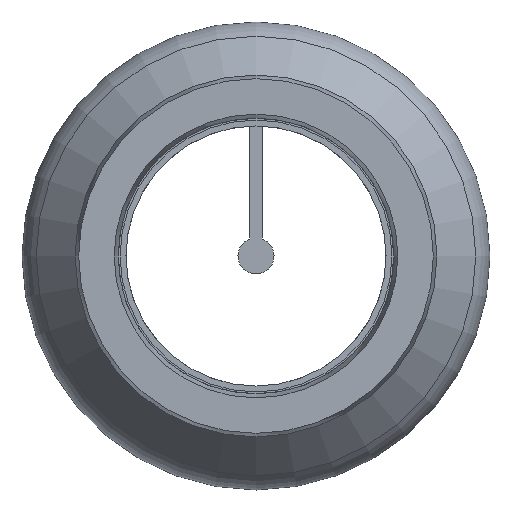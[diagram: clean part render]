
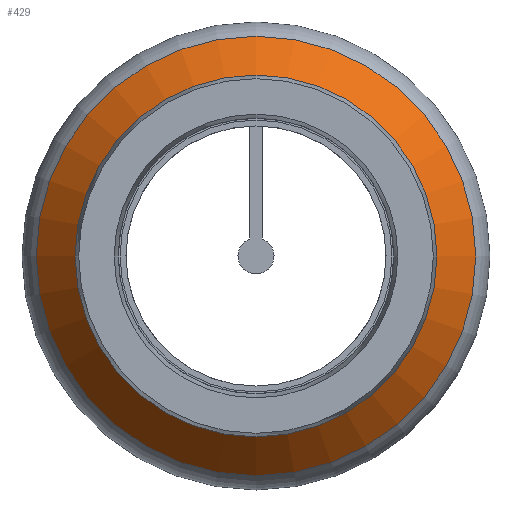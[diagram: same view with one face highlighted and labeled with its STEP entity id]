
A CAD part, left-side view. The second image highlights one B-rep face of the part: STEP entity #429.
In plain terms, the highlighted conical face has half-angle 40 degrees and reference radius 8.471 mm.
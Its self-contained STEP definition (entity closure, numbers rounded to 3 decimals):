
#58=CONICAL_SURFACE($,#496,8.471,40.);
#82=FACE_BOUND($,#172,.T.);
#121=FACE_OUTER_BOUND($,#171,.T.);
#171=EDGE_LOOP($,(#391));
#172=EDGE_LOOP($,(#392));
#214=CIRCLE($,#495,7.65);
#215=CIRCLE($,#497,9.292);
#254=VERTEX_POINT($,#844);
#255=VERTEX_POINT($,#847);
#301=EDGE_CURVE($,#254,#254,#214,.T.);
#302=EDGE_CURVE($,#255,#255,#215,.T.);
#391=ORIENTED_EDGE($,*,*,#302,.F.);
#392=ORIENTED_EDGE($,*,*,#301,.T.);
#429=ADVANCED_FACE($,(#121,#82),#58,.T.);
#495=AXIS2_PLACEMENT_3D($,#845,#630,#631);
#496=AXIS2_PLACEMENT_3D($,#846,#632,#633);
#497=AXIS2_PLACEMENT_3D($,#848,#634,#635);
#630=DIRECTION('center_axis',(-1.,0.,0.));
#631=DIRECTION('ref_axis',(0.,0.,1.));
#632=DIRECTION('center_axis',(-1.,0.,0.));
#633=DIRECTION('ref_axis',(0.,0.,1.));
#634=DIRECTION('center_axis',(-1.,0.,0.));
#635=DIRECTION('ref_axis',(0.,0.,1.));
#844=CARTESIAN_POINT('',(6.228,0.,7.65));
#845=CARTESIAN_POINT('Origin',(6.228,0.,0.));
#846=CARTESIAN_POINT('Origin',(5.25,0.,0.));
#847=CARTESIAN_POINT('',(4.271,0.,9.292));
#848=CARTESIAN_POINT('Origin',(4.271,0.,0.));
